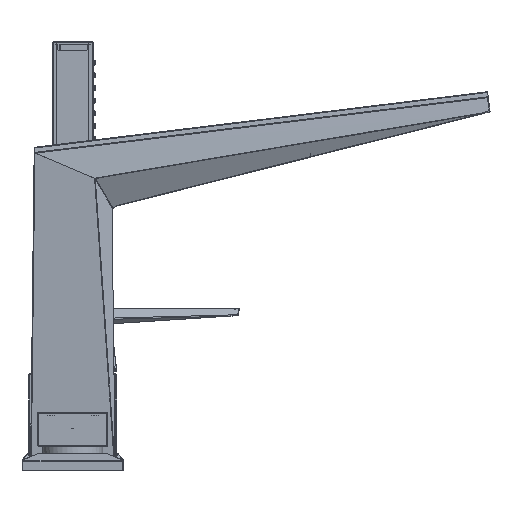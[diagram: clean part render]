
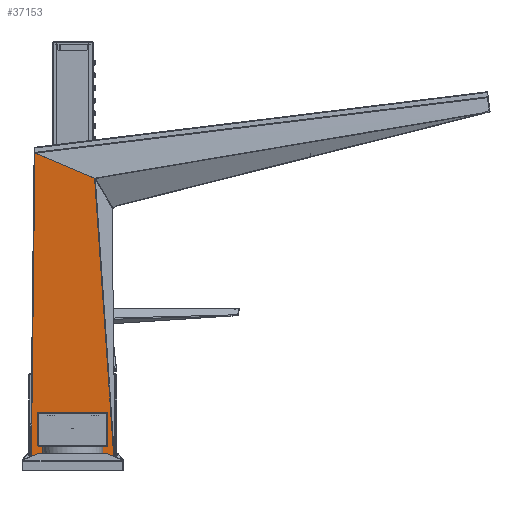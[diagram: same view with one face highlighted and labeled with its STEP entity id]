
A CAD part, front view. The second image highlights one B-rep face of the part: STEP entity #37153.
In plain terms, the highlighted face is planar.
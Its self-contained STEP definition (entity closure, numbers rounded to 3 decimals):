
#4591=B_SPLINE_CURVE_WITH_KNOTS('',3,(#81422,#81423,#81424,#81425),
 .UNSPECIFIED.,.F.,.F.,(4,4),(0.,0.038),
 .UNSPECIFIED.);
#5934=LINE('',#81428,#7932);
#5935=LINE('',#81430,#7933);
#5936=LINE('',#81432,#7934);
#5937=LINE('',#81434,#7935);
#7932=VECTOR('',#56580,1000.);
#7933=VECTOR('',#56581,1000.);
#7934=VECTOR('',#56582,1000.);
#7935=VECTOR('',#56583,1000.);
#15331=ORIENTED_EDGE('',*,*,#22711,.T.);
#15332=ORIENTED_EDGE('',*,*,#22712,.T.);
#15333=ORIENTED_EDGE('',*,*,#22713,.T.);
#15334=ORIENTED_EDGE('',*,*,#22714,.F.);
#15335=ORIENTED_EDGE('',*,*,#22715,.T.);
#15336=ORIENTED_EDGE('',*,*,#22716,.T.);
#22711=EDGE_CURVE('',#26828,#26829,#4591,.T.);
#22712=EDGE_CURVE('',#26829,#26830,#5934,.F.);
#22713=EDGE_CURVE('',#26830,#26831,#5935,.T.);
#22714=EDGE_CURVE('',#26832,#26831,#5936,.T.);
#22715=EDGE_CURVE('',#26832,#26833,#5937,.T.);
#22716=EDGE_CURVE('',#26833,#26828,#28396,.T.);
#26828=VERTEX_POINT('',#81426);
#26829=VERTEX_POINT('',#81427);
#26830=VERTEX_POINT('',#81429);
#26831=VERTEX_POINT('',#81431);
#26832=VERTEX_POINT('',#81433);
#26833=VERTEX_POINT('',#81435);
#28396=ELLIPSE('',#48351,2.208,1.);
#30668=EDGE_LOOP('',(#15331,#15332,#15333,#15334,#15335,#15336));
#33821=FACE_BOUND('',#30668,.T.);
#35321=PLANE('',#48350);
#37153=ADVANCED_FACE('',(#33821),#35321,.F.);
#48350=AXIS2_PLACEMENT_3D('',#81421,#56578,#56579);
#48351=AXIS2_PLACEMENT_3D('',#81436,#56584,#56585);
#56578=DIRECTION('',(0.995,-0.095,-0.005));
#56579=DIRECTION('',(-0.095,-0.993,0.07));
#56580=DIRECTION('',(-0.094,-0.988,0.121));
#56581=DIRECTION('',(-0.004,0.012,-1.));
#56582=DIRECTION('',(0.096,0.995,0.));
#56583=DIRECTION('',(0.011,0.069,0.998));
#56584=DIRECTION('',(0.995,-0.095,-0.005));
#56585=DIRECTION('',(-0.05,-0.473,-0.88));
#81421=CARTESIAN_POINT('',(-17.319,44.704,207.035));
#81422=CARTESIAN_POINT('',(-23.028,-13.069,172.348));
#81423=CARTESIAN_POINT('',(-21.883,-1.381,177.319));
#81424=CARTESIAN_POINT('',(-20.738,10.308,182.289));
#81425=CARTESIAN_POINT('',(-19.592,21.997,187.258));
#81426=CARTESIAN_POINT('',(-23.028,-13.069,172.348));
#81427=CARTESIAN_POINT('',(-19.592,21.997,187.258));
#81428=CARTESIAN_POINT('',(-17.684,42.012,184.804));
#81429=CARTESIAN_POINT('',(-19.556,22.382,187.211));
#81430=CARTESIAN_POINT('',(-20.246,24.548,-0.005));
#81431=CARTESIAN_POINT('',(-20.246,24.548,0.));
#81432=CARTESIAN_POINT('',(-22.602,0.,0.));
#81433=CARTESIAN_POINT('',(-24.977,-24.763,0.));
#81434=CARTESIAN_POINT('',(-22.571,-10.235,210.879));
#81435=CARTESIAN_POINT('',(-23.019,-12.94,171.622));
#81436=CARTESIAN_POINT('',(-23.154,-14.297,170.583));
